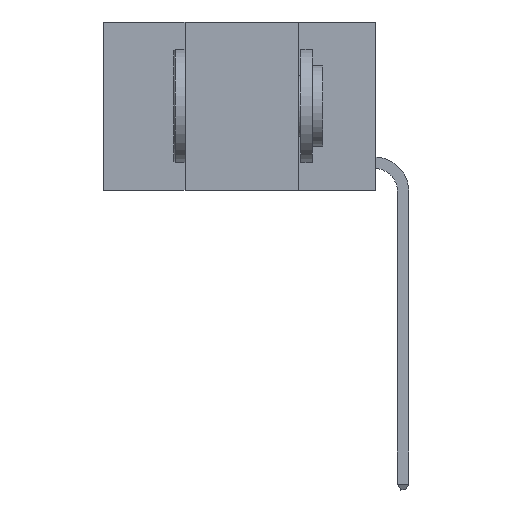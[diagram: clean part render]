
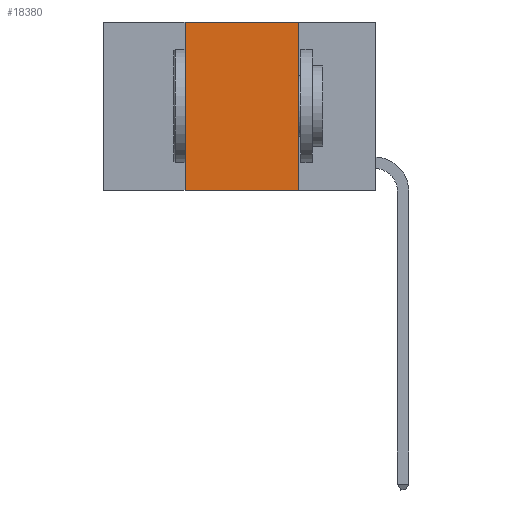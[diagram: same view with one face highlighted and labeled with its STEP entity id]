
A CAD part, left-side view. The second image highlights one B-rep face of the part: STEP entity #18380.
In plain terms, the highlighted planar face has unit normal (-1, 0, 0).
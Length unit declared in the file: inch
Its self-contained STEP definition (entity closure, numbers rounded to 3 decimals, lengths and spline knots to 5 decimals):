
#2402 = CARTESIAN_POINT ( 'NONE',  ( 0., 0.17, -0.37 ) ) ;
#2546 = ORIENTED_EDGE ( 'NONE', *, *, #9423, .F. ) ;
#2684 = AXIS2_PLACEMENT_3D ( 'NONE', #22309, #27186, #29734 ) ;
#5316 = CARTESIAN_POINT ( 'NONE',  ( 0., 0.17, 0. ) ) ;
#6389 = CARTESIAN_POINT ( 'NONE',  ( 0., 0.17, 0. ) ) ;
#9014 = VECTOR ( 'NONE', #20368, 39.37008 ) ;
#9423 = EDGE_CURVE ( 'NONE', #20679, #29968, #26971, .T. ) ;
#9547 = VECTOR ( 'NONE', #14966, 39.37008 ) ;
#10382 = DIRECTION ( 'NONE',  ( 0., -1., 0. ) ) ;
#12397 = EDGE_CURVE ( 'NONE', #20348, #29968, #12731, .T. ) ;
#12422 = EDGE_LOOP ( 'NONE', ( #2546, #23094, #30758, #26612 ) ) ;
#12731 = LINE ( 'NONE', #22376, #27866 ) ;
#13143 = DIRECTION ( 'NONE',  ( 0., -1., 0. ) ) ;
#14966 = DIRECTION ( 'NONE',  ( 0., 0., -1. ) ) ;
#15491 = LINE ( 'NONE', #16128, #30163 ) ;
#16128 = CARTESIAN_POINT ( 'NONE',  ( 0., 0.6, 0. ) ) ;
#17392 = PLANE ( 'NONE',  #2684 ) ;
#18380 = ADVANCED_FACE ( 'NONE', ( #20083 ), #17392, .F. ) ;
#19072 = CARTESIAN_POINT ( 'NONE',  ( 0., 0.42, -0.37 ) ) ;
#20083 = FACE_OUTER_BOUND ( 'NONE', #12422, .T. ) ;
#20348 = VERTEX_POINT ( 'NONE', #19072 ) ;
#20368 = DIRECTION ( 'NONE',  ( 0., 0., 1. ) ) ;
#20679 = VERTEX_POINT ( 'NONE', #6389 ) ;
#20832 = LINE ( 'NONE', #25423, #9014 ) ;
#21787 = VERTEX_POINT ( 'NONE', #25359 ) ;
#22309 = CARTESIAN_POINT ( 'NONE',  ( 0., 0.6, 0. ) ) ;
#22376 = CARTESIAN_POINT ( 'NONE',  ( 0., 0.6, -0.37 ) ) ;
#23094 = ORIENTED_EDGE ( 'NONE', *, *, #27119, .F. ) ;
#25359 = CARTESIAN_POINT ( 'NONE',  ( 0., 0.42, 0. ) ) ;
#25423 = CARTESIAN_POINT ( 'NONE',  ( 0., 0.42, 0. ) ) ;
#26612 = ORIENTED_EDGE ( 'NONE', *, *, #12397, .T. ) ;
#26971 = LINE ( 'NONE', #5316, #9547 ) ;
#27119 = EDGE_CURVE ( 'NONE', #21787, #20679, #15491, .T. ) ;
#27186 = DIRECTION ( 'NONE',  ( 1., 0., 0. ) ) ;
#27866 = VECTOR ( 'NONE', #10382, 39.37008 ) ;
#28936 = EDGE_CURVE ( 'NONE', #20348, #21787, #20832, .T. ) ;
#29734 = DIRECTION ( 'NONE',  ( 0., 0., -1. ) ) ;
#29968 = VERTEX_POINT ( 'NONE', #2402 ) ;
#30163 = VECTOR ( 'NONE', #13143, 39.37008 ) ;
#30758 = ORIENTED_EDGE ( 'NONE', *, *, #28936, .F. ) ;
